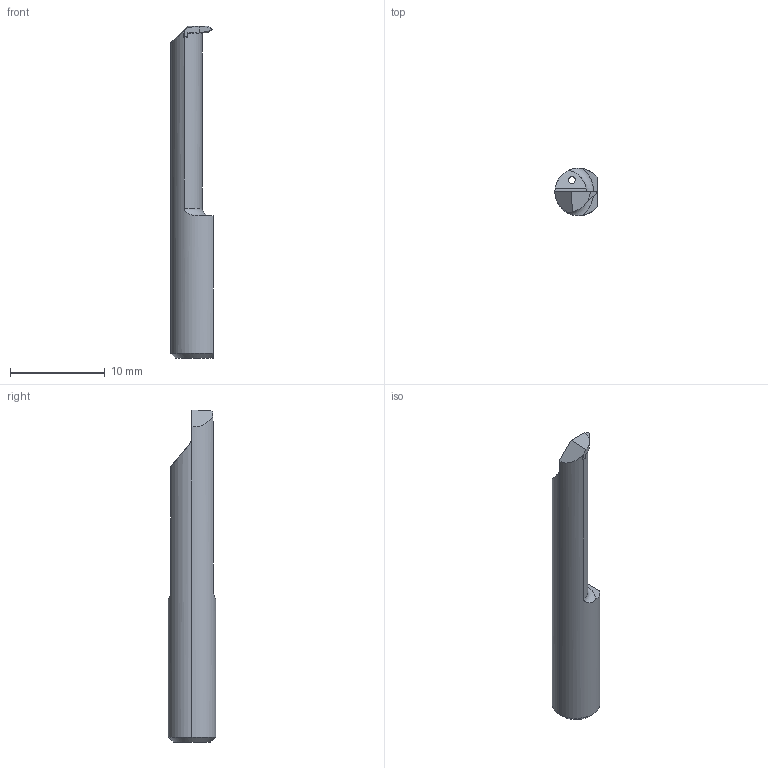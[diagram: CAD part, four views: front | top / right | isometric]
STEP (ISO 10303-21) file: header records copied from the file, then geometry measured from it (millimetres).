
FILE_DESCRIPTION (( 'STEP AP203' ), '1' );
FILE_NAME ('RP05.0205-20.step', '2023-06-15T05:40:21', ( '' ), ( '' ), 'SwSTEP 2.0', 'SolidWorks 2022', '' );
FILE_SCHEMA (( 'CONFIG_CONTROL_DESIGN' ));
Length unit declared in the file: millimetre
Products named in the file (1): RP05.0205-20
Bounding box: 4.45 x 5 x 35 mm (x, y, z)
Volume: 455.9 mm3; surface area: 555.4 mm2
Topology: 1 solids, 1 shells, 27 faces, 73 edges, 48 vertices
Faces by surface type: plane 14, cylinder 8, torus 4, cone 1
Entity records: 984 total; most frequent: CARTESIAN_POINT 239, ORIENTED_EDGE 146, DIRECTION 134, EDGE_CURVE 73, AXIS2_PLACEMENT_3D 49, VERTEX_POINT 48, LINE 36, VECTOR 36
